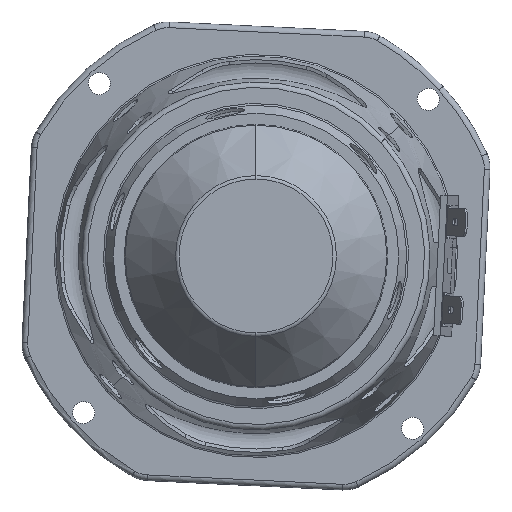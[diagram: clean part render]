
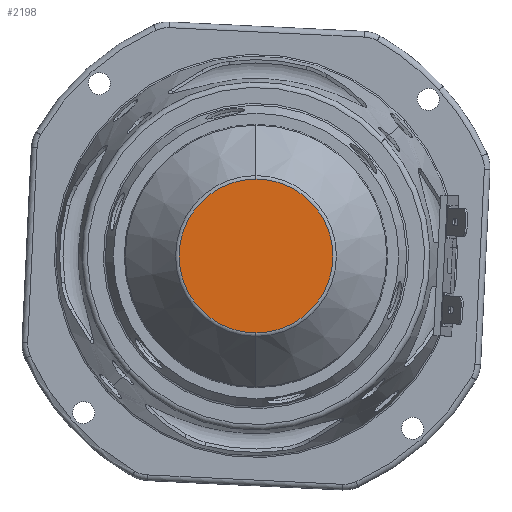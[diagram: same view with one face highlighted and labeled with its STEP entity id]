
A CAD part, front view. The second image highlights one B-rep face of the part: STEP entity #2198.
In plain terms, the highlighted planar face has unit normal (0, -1, 0).
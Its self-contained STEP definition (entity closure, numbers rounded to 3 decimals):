
#852 = DIRECTION ( 'NONE',  ( 0., 0., -1. ) ) ;
#2198 = ADVANCED_FACE ( 'NONE', ( #5083 ), #3472, .T. ) ;
#2747 = CARTESIAN_POINT ( 'NONE',  ( 0., -27., 0. ) ) ;
#3472 = PLANE ( 'NONE',  #5719 ) ;
#3890 = DIRECTION ( 'NONE',  ( 0., -1., 0. ) ) ;
#5083 = FACE_OUTER_BOUND ( 'NONE', #11386, .T. ) ;
#5681 = DIRECTION ( 'NONE',  ( 0., -1., 0. ) ) ;
#5711 = DIRECTION ( 'NONE',  ( 0., 0., -1. ) ) ;
#5719 = AXIS2_PLACEMENT_3D ( 'NONE', #10053, #3890, #5711 ) ;
#7367 = VERTEX_POINT ( 'NONE', #17843 ) ;
#8913 = CIRCLE ( 'NONE', #19593, 17.519 ) ;
#9430 = ORIENTED_EDGE ( 'NONE', *, *, #20214, .T. ) ;
#10053 = CARTESIAN_POINT ( 'NONE',  ( 0., -27., 0. ) ) ;
#11386 = EDGE_LOOP ( 'NONE', ( #9430, #11396 ) ) ;
#11396 = ORIENTED_EDGE ( 'NONE', *, *, #13185, .T. ) ;
#13185 = EDGE_CURVE ( 'NONE', #20742, #7367, #8913, .T. ) ;
#13852 = DIRECTION ( 'NONE',  ( 0., 0., -1. ) ) ;
#13894 = CIRCLE ( 'NONE', #16302, 17.519 ) ;
#15616 = CARTESIAN_POINT ( 'NONE',  ( 0., -27., 0. ) ) ;
#16120 = CARTESIAN_POINT ( 'NONE',  ( 0., -27., 17.519 ) ) ;
#16302 = AXIS2_PLACEMENT_3D ( 'NONE', #15616, #5681, #852 ) ;
#17843 = CARTESIAN_POINT ( 'NONE',  ( 0., -27., -17.519 ) ) ;
#19593 = AXIS2_PLACEMENT_3D ( 'NONE', #2747, #20427, #13852 ) ;
#20214 = EDGE_CURVE ( 'NONE', #7367, #20742, #13894, .T. ) ;
#20427 = DIRECTION ( 'NONE',  ( 0., -1., 0. ) ) ;
#20742 = VERTEX_POINT ( 'NONE', #16120 ) ;
